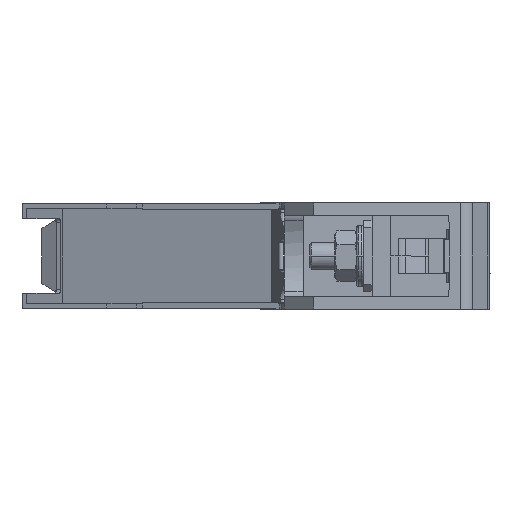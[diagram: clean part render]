
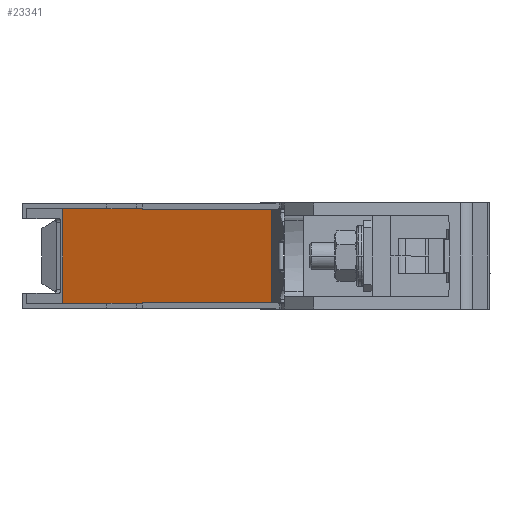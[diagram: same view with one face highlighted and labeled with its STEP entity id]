
A CAD part, left-side view. The second image highlights one B-rep face of the part: STEP entity #23341.
In plain terms, the highlighted planar face has unit normal (-0.94, 0.342, 0).
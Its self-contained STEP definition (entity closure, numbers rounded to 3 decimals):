
#51 = EDGE_LOOP ( 'NONE', ( #6779, #6727, #6801, #6799, #6841, #6837, #6814, #6815 ) ) ;
#528 = DIRECTION ( 'NONE',  ( 0.94, -0.342, 0. ) ) ;
#536 = DIRECTION ( 'NONE',  ( 0.342, 0.94, 0. ) ) ;
#550 = PLANE ( 'NONE',  #20712 ) ;
#552 = CARTESIAN_POINT ( 'NONE',  ( 167.471, 39.167, -83.251 ) ) ;
#558 = FACE_OUTER_BOUND ( 'NONE', #51, .T. ) ;
#4868 = VECTOR ( 'NONE', #19938, 1000. ) ;
#4888 = VECTOR ( 'NONE', #19941, 1000. ) ;
#6727 = ORIENTED_EDGE ( 'NONE', *, *, #8452, .F. ) ;
#6779 = ORIENTED_EDGE ( 'NONE', *, *, #8345, .F. ) ;
#6799 = ORIENTED_EDGE ( 'NONE', *, *, #8366, .F. ) ;
#6801 = ORIENTED_EDGE ( 'NONE', *, *, #8375, .F. ) ;
#6814 = ORIENTED_EDGE ( 'NONE', *, *, #8313, .F. ) ;
#6815 = ORIENTED_EDGE ( 'NONE', *, *, #8314, .F. ) ;
#6837 = ORIENTED_EDGE ( 'NONE', *, *, #8272, .F. ) ;
#6841 = ORIENTED_EDGE ( 'NONE', *, *, #8261, .F. ) ;
#7480 = VECTOR ( 'NONE', #20213, 1000. ) ;
#7507 = VECTOR ( 'NONE', #20098, 1000. ) ;
#8261 = EDGE_CURVE ( 'NONE', #13077, #13103, #19688, .T. ) ;
#8272 = EDGE_CURVE ( 'NONE', #13074, #13077, #19728, .T. ) ;
#8313 = EDGE_CURVE ( 'NONE', #13036, #13074, #19940, .T. ) ;
#8314 = EDGE_CURVE ( 'NONE', #13058, #13036, #19960, .T. ) ;
#8345 = EDGE_CURVE ( 'NONE', #13128, #13058, #20089, .T. ) ;
#8366 = EDGE_CURVE ( 'NONE', #13103, #13066, #20166, .T. ) ;
#8375 = EDGE_CURVE ( 'NONE', #13066, #13131, #20173, .T. ) ;
#8452 = EDGE_CURVE ( 'NONE', #13131, #13128, #20598, .T. ) ;
#13036 = VERTEX_POINT ( 'NONE', #25575 ) ;
#13058 = VERTEX_POINT ( 'NONE', #25570 ) ;
#13066 = VERTEX_POINT ( 'NONE', #25572 ) ;
#13074 = VERTEX_POINT ( 'NONE', #25588 ) ;
#13077 = VERTEX_POINT ( 'NONE', #25602 ) ;
#13103 = VERTEX_POINT ( 'NONE', #26961 ) ;
#13128 = VERTEX_POINT ( 'NONE', #26913 ) ;
#13131 = VERTEX_POINT ( 'NONE', #26958 ) ;
#19678 = CARTESIAN_POINT ( 'NONE',  ( 180.351, 74.555, -83.251 ) ) ;
#19687 = DIRECTION ( 'NONE',  ( 0., 0., -1. ) ) ;
#19688 = LINE ( 'NONE', #19678, #26827 ) ;
#19722 = CARTESIAN_POINT ( 'NONE',  ( 167.471, 39.167, 27.55 ) ) ;
#19728 = LINE ( 'NONE', #19722, #26823 ) ;
#19739 = DIRECTION ( 'NONE',  ( -0.342, -0.94, 0. ) ) ;
#19914 = CARTESIAN_POINT ( 'NONE',  ( 190.063, 101.236, -83.251 ) ) ;
#19933 = CARTESIAN_POINT ( 'NONE',  ( 167.471, 39.167, -0.55 ) ) ;
#19938 = DIRECTION ( 'NONE',  ( 0.342, 0.94, 0. ) ) ;
#19940 = LINE ( 'NONE', #19914, #4888 ) ;
#19941 = DIRECTION ( 'NONE',  ( 0., 0., 1. ) ) ;
#19960 = LINE ( 'NONE', #19933, #4868 ) ;
#20080 = CARTESIAN_POINT ( 'NONE',  ( 180.351, 74.555, 120.54 ) ) ;
#20089 = LINE ( 'NONE', #20080, #7507 ) ;
#20098 = DIRECTION ( 'NONE',  ( 0., 0., -1. ) ) ;
#20166 = LINE ( 'NONE', #20220, #7480 ) ;
#20173 = LINE ( 'NONE', #20257, #30618 ) ;
#20213 = DIRECTION ( 'NONE',  ( -0.342, -0.94, 0. ) ) ;
#20220 = CARTESIAN_POINT ( 'NONE',  ( 167.471, 39.167, 27.4 ) ) ;
#20257 = CARTESIAN_POINT ( 'NONE',  ( 167.471, 39.167, -83.251 ) ) ;
#20273 = DIRECTION ( 'NONE',  ( 0., 0., -1. ) ) ;
#20598 = LINE ( 'NONE', #20602, #20782 ) ;
#20602 = CARTESIAN_POINT ( 'NONE',  ( 167.471, 39.167, -0.4 ) ) ;
#20629 = DIRECTION ( 'NONE',  ( 0.342, 0.94, 0. ) ) ;
#20712 = AXIS2_PLACEMENT_3D ( 'NONE', #552, #528, #536 ) ;
#20782 = VECTOR ( 'NONE', #20629, 1000. ) ;
#23341 = ADVANCED_FACE ( 'NONE', ( #558 ), #550, .F. ) ;
#25570 = CARTESIAN_POINT ( 'NONE',  ( 180.351, 74.555, -0.55 ) ) ;
#25572 = CARTESIAN_POINT ( 'NONE',  ( 167.471, 39.167, 27.4 ) ) ;
#25575 = CARTESIAN_POINT ( 'NONE',  ( 190.063, 101.236, -0.55 ) ) ;
#25588 = CARTESIAN_POINT ( 'NONE',  ( 190.063, 101.236, 27.55 ) ) ;
#25602 = CARTESIAN_POINT ( 'NONE',  ( 180.351, 74.555, 27.55 ) ) ;
#26823 = VECTOR ( 'NONE', #19739, 1000. ) ;
#26827 = VECTOR ( 'NONE', #19687, 1000. ) ;
#26913 = CARTESIAN_POINT ( 'NONE',  ( 180.351, 74.555, -0.4 ) ) ;
#26958 = CARTESIAN_POINT ( 'NONE',  ( 167.471, 39.167, -0.4 ) ) ;
#26961 = CARTESIAN_POINT ( 'NONE',  ( 180.351, 74.555, 27.4 ) ) ;
#30618 = VECTOR ( 'NONE', #20273, 1000. ) ;
